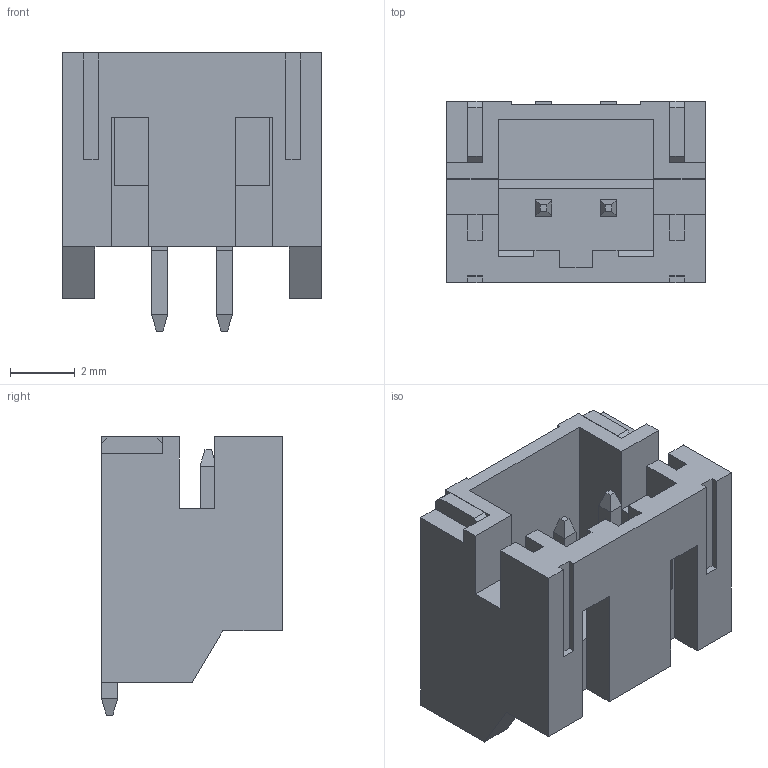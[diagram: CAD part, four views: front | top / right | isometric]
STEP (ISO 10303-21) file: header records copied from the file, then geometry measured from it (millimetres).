
FILE_DESCRIPTION( ( 'Unknown' ), '1' );
FILE_NAME( '620102131822.stp', 'Unknown', ( 'Unknown' ), ( 'Unknown' ), 'PSStep 14.0', 'Unknown', ' ' );
FILE_SCHEMA( ( 'AUTOMOTIVE_DESIGN { 1 0 10303 214 1 1 1 1 }' ) );
Length unit declared in the file: millimetre
Products named in the file (4): Assem1; 620102131822; 6201xx131822_PIN; 6201xx131822_PIN_COTE
Assembly tree (5 placements, depth 2):
  Assem1
    620102131822
    6201xx131822_PIN  x2
    6201xx131822_PIN_COTE  x2
Bounding box: 8 x 5.6 x 8.6 mm (x, y, z)
Volume: 169.1 mm3; surface area: 500.8 mm2
Topology: 5 solids, 5 shells, 161 faces, 444 edges, 288 vertices
Faces by surface type: plane 161
Entity records: 5310 total; most frequent: CARTESIAN_POINT 755, ORIENTED_EDGE 748, DIRECTION 648, EDGE_CURVE 374, LINE 374, VECTOR 374, VERTEX_POINT 244, AXIS2_PLACEMENT_3D 137
